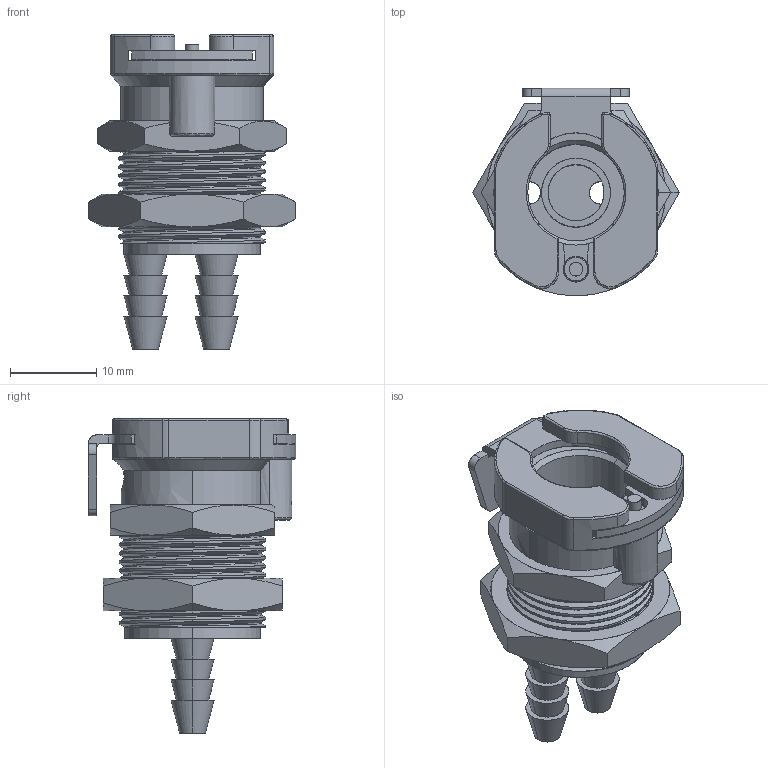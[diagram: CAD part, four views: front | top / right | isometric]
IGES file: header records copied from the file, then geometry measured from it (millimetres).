
Start section: SolidWorks IGES file using analytic representation for surfaces
Global section: file name: 42AB-S3-02.IGS; native system: SolidWorks 2017; preprocessor: SolidWorks 2017; author: wtsang; date: 170105.114402; units: millimetre
Bounding box: 24.02 x 24.12 x 36.5 mm (x, y, z)
Surface area: 6463 mm2 (no closed solid volume)
Topology: 0 solids, 0 shells, 264 faces, 3817 edges, 3812 vertices
Faces by surface type: revolution 151, bspline 113
